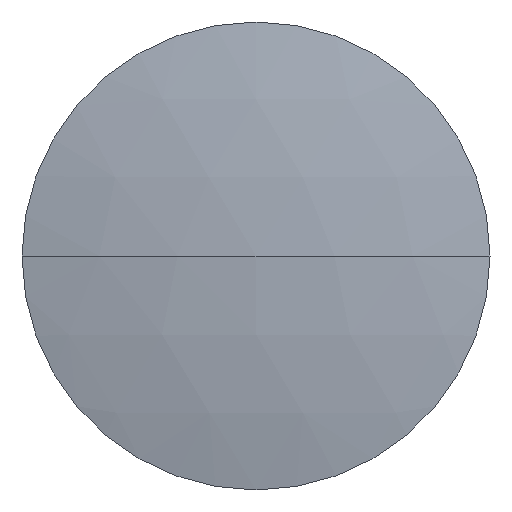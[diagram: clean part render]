
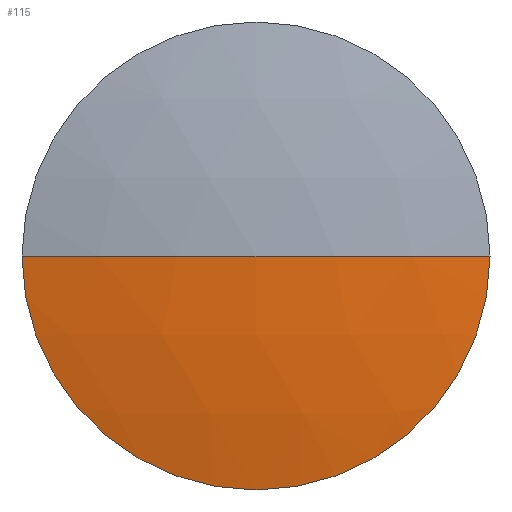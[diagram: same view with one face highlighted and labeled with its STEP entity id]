
A CAD part, left-side view. The second image highlights one B-rep face of the part: STEP entity #115.
In plain terms, the highlighted spherical face has radius 14.443 mm.
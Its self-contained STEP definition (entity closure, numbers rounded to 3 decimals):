
#3 = EDGE_LOOP ( 'NONE', ( #146, #80, #222 ) ) ;
#7 = SPHERICAL_SURFACE ( 'NONE', #13, 14.443 ) ;
#13 = AXIS2_PLACEMENT_3D ( 'NONE', #117, #83, #231 ) ;
#22 = DIRECTION ( 'NONE',  ( 0., 1., 0. ) ) ;
#23 = AXIS2_PLACEMENT_3D ( 'NONE', #44, #96, #94 ) ;
#44 = CARTESIAN_POINT ( 'NONE',  ( 19.923, 11.484, 0. ) ) ;
#65 = CARTESIAN_POINT ( 'NONE',  ( 34.052, 11.484, 0. ) ) ;
#79 = FACE_OUTER_BOUND ( 'NONE', #3, .T. ) ;
#80 = ORIENTED_EDGE ( 'NONE', *, *, #174, .T. ) ;
#83 = DIRECTION ( 'NONE',  ( 0., 0., -1. ) ) ;
#94 = DIRECTION ( 'NONE',  ( 0., -1., 0. ) ) ;
#96 = DIRECTION ( 'NONE',  ( -1., 0., 0. ) ) ;
#115 = ADVANCED_FACE ( 'NONE', ( #79 ), #7, .T. ) ;
#116 = AXIS2_PLACEMENT_3D ( 'NONE', #65, #209, #189 ) ;
#117 = CARTESIAN_POINT ( 'NONE',  ( 34.052, 11.484, 0. ) ) ;
#119 = VERTEX_POINT ( 'NONE', #226 ) ;
#122 = CARTESIAN_POINT ( 'NONE',  ( 19.923, 14.484, 0. ) ) ;
#132 = CIRCLE ( 'NONE', #116, 14.443 ) ;
#145 = CIRCLE ( 'NONE', #177, 14.443 ) ;
#146 = ORIENTED_EDGE ( 'NONE', *, *, #230, .T. ) ;
#166 = DIRECTION ( 'NONE',  ( 0., 0., -1. ) ) ;
#167 = CARTESIAN_POINT ( 'NONE',  ( 19.608, 11.484, 0. ) ) ;
#174 = EDGE_CURVE ( 'NONE', #119, #229, #145, .T. ) ;
#177 = AXIS2_PLACEMENT_3D ( 'NONE', #190, #166, #22 ) ;
#189 = DIRECTION ( 'NONE',  ( 1., 0., 0. ) ) ;
#190 = CARTESIAN_POINT ( 'NONE',  ( 34.052, 11.484, 0. ) ) ;
#209 = DIRECTION ( 'NONE',  ( 0., 0., 1. ) ) ;
#215 = CIRCLE ( 'NONE', #23, 3. ) ;
#222 = ORIENTED_EDGE ( 'NONE', *, *, #223, .F. ) ;
#223 = EDGE_CURVE ( 'NONE', #301, #229, #132, .T. ) ;
#226 = CARTESIAN_POINT ( 'NONE',  ( 19.923, 8.484, 0. ) ) ;
#229 = VERTEX_POINT ( 'NONE', #167 ) ;
#230 = EDGE_CURVE ( 'NONE', #301, #119, #215, .T. ) ;
#231 = DIRECTION ( 'NONE',  ( 0., 1., 0. ) ) ;
#301 = VERTEX_POINT ( 'NONE', #122 ) ;
